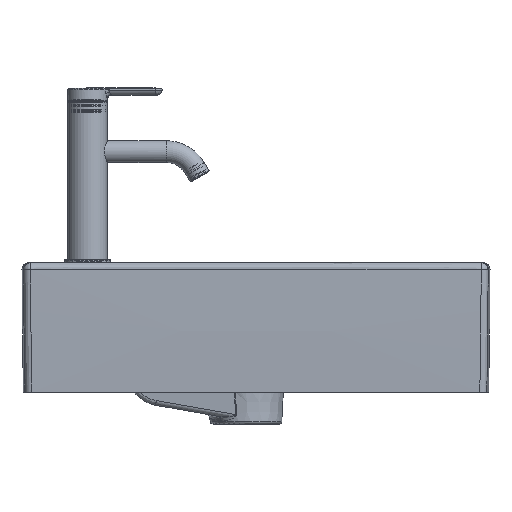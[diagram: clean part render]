
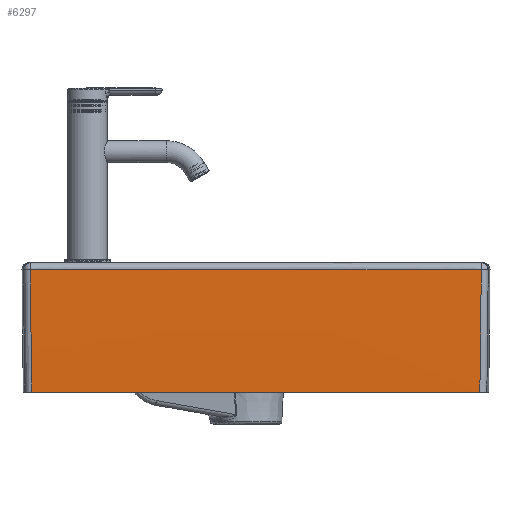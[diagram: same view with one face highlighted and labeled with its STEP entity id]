
A CAD part, front view. The second image highlights one B-rep face of the part: STEP entity #6297.
In plain terms, the highlighted free-form (B-spline) face has degree [3, 2] with [4, 3] control points.
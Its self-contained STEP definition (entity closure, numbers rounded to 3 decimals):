
#5646=CARTESIAN_POINT('',(461.282,-299.972,-7.061));
#5647=VERTEX_POINT('',#5646);
#5655=CARTESIAN_POINT('',(459.925,-298.145,-130.));
#5656=VERTEX_POINT('',#5655);
#5657=CARTESIAN_POINT('',(-4561.847,4761.661,62.126));
#5658=DIRECTION('',(0.71,0.704,0.003));
#5659=DIRECTION('',(0.704,-0.71,-0.027));
#5660=AXIS2_PLACEMENT_3D('',#5657,#5658,#5659);
#5661=CIRCLE('',#5660,7131.391);
#5662=EDGE_CURVE('',#5647,#5656,#5661,.T.);
#6249=CARTESIAN_POINT('',(461.282,-299.972,-7.061));
#6250=CARTESIAN_POINT('',(310.428,-300.658,-7.062));
#6251=CARTESIAN_POINT('',(159.572,-300.661,-7.062));
#6252=CARTESIAN_POINT('',(8.719,-299.981,-7.061));
#6253=CARTESIAN_POINT('',(461.282,-299.433,-68.536));
#6254=CARTESIAN_POINT('',(310.428,-300.119,-68.541));
#6255=CARTESIAN_POINT('',(159.572,-300.122,-68.541));
#6256=CARTESIAN_POINT('',(8.719,-299.442,-68.536));
#6257=CARTESIAN_POINT('',(461.282,-298.139,-130.));
#6258=CARTESIAN_POINT('',(310.428,-298.824,-130.009));
#6259=CARTESIAN_POINT('',(159.572,-298.827,-130.009));
#6260=CARTESIAN_POINT('',(8.719,-298.147,-130.));
#6268=(BOUNDED_SURFACE()B_SPLINE_SURFACE(3,2,((#6249,#6253,#6257),(#6250,#6254,#6258),(#6251,#6255,#6259),(#6252,#6256,#6260)),.SURF_OF_REVOLUTION.,.F.,.F.,.U.)B_SPLINE_SURFACE_WITH_KNOTS((4,4),(3,3),(78312.634,78765.198),(0.0,1.0),.UNSPECIFIED.)GEOMETRIC_REPRESENTATION_ITEM()RATIONAL_B_SPLINE_SURFACE(((1.0,1.,1.0),(1.0,1.,1.0),(1.0,1.,1.0),(1.0,1.,1.0)))REPRESENTATION_ITEM('')SURFACE());
#6269=CARTESIAN_POINT('',(8.719,-299.981,-7.061));
#6270=VERTEX_POINT('',#6269);
#6271=CARTESIAN_POINT('',(461.282,-299.972,-7.061));
#6272=CARTESIAN_POINT('',(310.429,-300.658,-7.061));
#6273=CARTESIAN_POINT('',(159.572,-300.661,-7.061));
#6274=CARTESIAN_POINT('',(8.719,-299.981,-7.061));
#6275=B_SPLINE_CURVE_WITH_KNOTS('',3,(#6271,#6272,#6273,#6274),.UNSPECIFIED.,.F.,.U.,(4,4),(145.323,785.299),.UNSPECIFIED.);
#6276=EDGE_CURVE('',#5647,#6270,#6275,.T.);
#6277=ORIENTED_EDGE('',*,*,#6276,.T.);
#6278=CARTESIAN_POINT('',(10.075,-298.153,-130.));
#6279=VERTEX_POINT('',#6278);
#6280=CARTESIAN_POINT('',(5031.652,4761.637,62.126));
#6281=DIRECTION('',(-0.71,0.704,0.003));
#6282=DIRECTION('',(-0.704,-0.71,-0.01));
#6283=AXIS2_PLACEMENT_3D('',#6280,#6281,#6282);
#6284=CIRCLE('',#6283,7131.242);
#6285=EDGE_CURVE('',#6270,#6279,#6284,.F.);
#6286=ORIENTED_EDGE('',*,*,#6285,.T.);
#6287=CARTESIAN_POINT('',(10.075,-298.153,-130.0));
#6288=CARTESIAN_POINT('',(160.024,-298.825,-130.0));
#6289=CARTESIAN_POINT('',(309.976,-298.822,-130.0));
#6290=CARTESIAN_POINT('',(459.925,-298.145,-130.0));
#6291=B_SPLINE_CURVE_WITH_KNOTS('',3,(#6287,#6288,#6289,#6290),.UNSPECIFIED.,.F.,.U.,(4,4),(9.738,645.922),.UNSPECIFIED.);
#6292=EDGE_CURVE('',#6279,#5656,#6291,.T.);
#6293=ORIENTED_EDGE('',*,*,#6292,.T.);
#6294=ORIENTED_EDGE('',*,*,#5662,.F.);
#6295=EDGE_LOOP('',(#6277,#6286,#6293,#6294));
#6296=FACE_OUTER_BOUND('',#6295,.T.);
#6297=ADVANCED_FACE('',(#6296),#6268,.T.);
